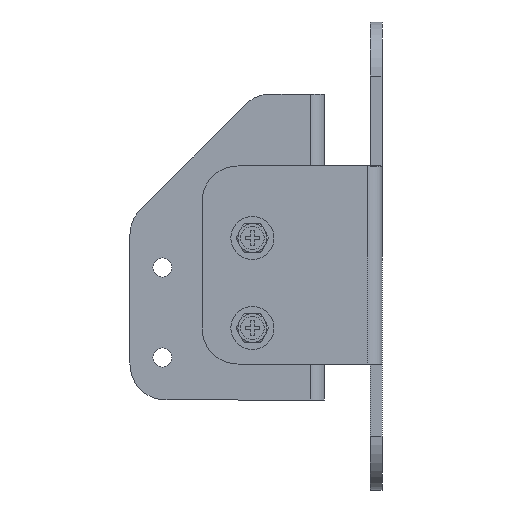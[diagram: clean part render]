
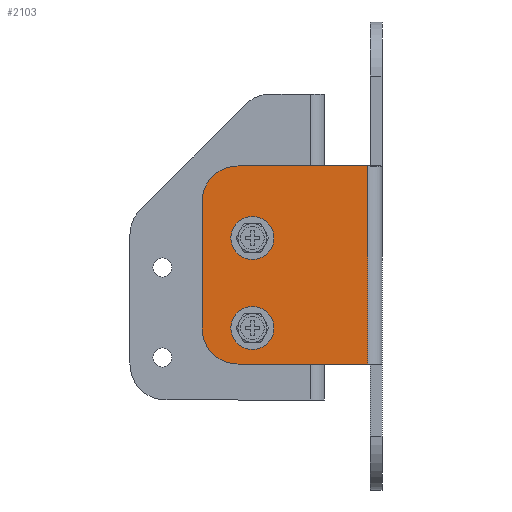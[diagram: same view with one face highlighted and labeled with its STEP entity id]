
A CAD part, left-side view. The second image highlights one B-rep face of the part: STEP entity #2103.
In plain terms, the highlighted planar face has unit normal (-1, 0, 0).
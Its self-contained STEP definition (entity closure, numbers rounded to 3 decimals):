
#61 = CIRCLE ( 'NONE', #2159, 2.65 ) ;
#92 = VECTOR ( 'NONE', #4680, 1000. ) ;
#98 = AXIS2_PLACEMENT_3D ( 'NONE', #3189, #1063, #4750 ) ;
#181 = CARTESIAN_POINT ( 'NONE',  ( -55., 36.8, 25. ) ) ;
#356 = ORIENTED_EDGE ( 'NONE', *, *, #3704, .T. ) ;
#361 = CARTESIAN_POINT ( 'NONE',  ( -55., 32.8, 5. ) ) ;
#397 = DIRECTION ( 'NONE',  ( 0., 1., 0. ) ) ;
#441 = CARTESIAN_POINT ( 'NONE',  ( -55., 35.717, -17.159 ) ) ;
#525 = EDGE_LOOP ( 'NONE', ( #2919, #2357, #2544, #2266, #3590 ) ) ;
#598 = FACE_BOUND ( 'NONE', #525, .T. ) ;
#606 = CARTESIAN_POINT ( 'NONE',  ( -55., 36.8, 15. ) ) ;
#669 = ORIENTED_EDGE ( 'NONE', *, *, #4080, .T. ) ;
#776 = ORIENTED_EDGE ( 'NONE', *, *, #4527, .F. ) ;
#852 = LINE ( 'NONE', #1203, #5045 ) ;
#865 = CARTESIAN_POINT ( 'NONE',  ( -55., 36.8, -20. ) ) ;
#931 = CIRCLE ( 'NONE', #98, 2.65 ) ;
#973 = CARTESIAN_POINT ( 'NONE',  ( -55., 30.15, 5. ) ) ;
#1003 = EDGE_CURVE ( 'NONE', #3571, #5022, #3471, .T. ) ;
#1018 = AXIS2_PLACEMENT_3D ( 'NONE', #5026, #2980, #3387 ) ;
#1026 = CARTESIAN_POINT ( 'NONE',  ( -55., 46.8, 65. ) ) ;
#1027 = DIRECTION ( 'NONE',  ( 0., 1., 0. ) ) ;
#1063 = DIRECTION ( 'NONE',  ( 1., 0., 0. ) ) ;
#1143 = VERTEX_POINT ( 'NONE', #3090 ) ;
#1178 = EDGE_CURVE ( 'NONE', #5022, #4831, #931, .T. ) ;
#1203 = CARTESIAN_POINT ( 'NONE',  ( -55., 46.8, -30. ) ) ;
#1210 = LINE ( 'NONE', #1026, #92 ) ;
#1288 = DIRECTION ( 'NONE',  ( 0., 1., 0. ) ) ;
#1305 = DIRECTION ( 'NONE',  ( 1., 0., 0. ) ) ;
#1346 = EDGE_CURVE ( 'NONE', #4831, #5136, #3140, .T. ) ;
#1364 = CARTESIAN_POINT ( 'NONE',  ( -55., 35.45, 5. ) ) ;
#1584 = DIRECTION ( 'NONE',  ( 0., -1., 0. ) ) ;
#1599 = CARTESIAN_POINT ( 'NONE',  ( -55., 36.409, -22.413 ) ) ;
#1615 = CARTESIAN_POINT ( 'NONE',  ( -55., 29.191, -22.413 ) ) ;
#1675 = AXIS2_PLACEMENT_3D ( 'NONE', #606, #3448, #1027 ) ;
#1677 = ORIENTED_EDGE ( 'NONE', *, *, #5241, .T. ) ;
#1718 = VERTEX_POINT ( 'NONE', #973 ) ;
#1750 = CARTESIAN_POINT ( 'NONE',  ( -55., 46.8, 25. ) ) ;
#1772 = DIRECTION ( 'NONE',  ( 1., 0., 0. ) ) ;
#1955 = VERTEX_POINT ( 'NONE', #3443 ) ;
#2067 = AXIS2_PLACEMENT_3D ( 'NONE', #4203, #1772, #4609 ) ;
#2097 = AXIS2_PLACEMENT_3D ( 'NONE', #4098, #3753, #3798 ) ;
#2103 = ADVANCED_FACE ( 'NONE', ( #598, #4804, #3727 ), #4244, .F. ) ;
#2149 = EDGE_CURVE ( 'NONE', #5136, #1955, #2628, .T. ) ;
#2159 = AXIS2_PLACEMENT_3D ( 'NONE', #3732, #1305, #4137 ) ;
#2170 = VECTOR ( 'NONE', #2575, 1000. ) ;
#2222 = CARTESIAN_POINT ( 'NONE',  ( -55., 0.737, -30. ) ) ;
#2224 = CARTESIAN_POINT ( 'NONE',  ( -55., 38.713, -19.786 ) ) ;
#2266 = ORIENTED_EDGE ( 'NONE', *, *, #2149, .T. ) ;
#2276 = DIRECTION ( 'NONE',  ( 1., 0., 0. ) ) ;
#2280 = EDGE_CURVE ( 'NONE', #1143, #2309, #5131, .T. ) ;
#2295 = CARTESIAN_POINT ( 'NONE',  ( -55., 46.8, 15. ) ) ;
#2309 = VERTEX_POINT ( 'NONE', #2222 ) ;
#2357 = ORIENTED_EDGE ( 'NONE', *, *, #1178, .T. ) ;
#2392 = AXIS2_PLACEMENT_3D ( 'NONE', #361, #2806, #5242 ) ;
#2439 = VERTEX_POINT ( 'NONE', #181 ) ;
#2544 = ORIENTED_EDGE ( 'NONE', *, *, #1346, .T. ) ;
#2575 = DIRECTION ( 'NONE',  ( 0., 1., 0. ) ) ;
#2628 = CIRCLE ( 'NONE', #2097, 22.35 ) ;
#2797 = DIRECTION ( 'NONE',  ( 1., 0., 0. ) ) ;
#2806 = DIRECTION ( 'NONE',  ( 1., 0., 0. ) ) ;
#2882 = VERTEX_POINT ( 'NONE', #2295 ) ;
#2919 = ORIENTED_EDGE ( 'NONE', *, *, #1003, .T. ) ;
#2980 = DIRECTION ( 'NONE',  ( 1., 0., 0. ) ) ;
#3022 = CIRCLE ( 'NONE', #1675, 10. ) ;
#3090 = CARTESIAN_POINT ( 'NONE',  ( -55., 0.737, 25. ) ) ;
#3140 = CIRCLE ( 'NONE', #4981, 2.65 ) ;
#3189 = CARTESIAN_POINT ( 'NONE',  ( -55., 36.063, -19.786 ) ) ;
#3313 = ORIENTED_EDGE ( 'NONE', *, *, #3924, .T. ) ;
#3318 = AXIS2_PLACEMENT_3D ( 'NONE', #865, #3708, #1288 ) ;
#3387 = DIRECTION ( 'NONE',  ( 0., -1., 0. ) ) ;
#3443 = CARTESIAN_POINT ( 'NONE',  ( -55., 29.883, -17.159 ) ) ;
#3448 = DIRECTION ( 'NONE',  ( -1., 0., 0. ) ) ;
#3471 = CIRCLE ( 'NONE', #2392, 27.65 ) ;
#3542 = EDGE_CURVE ( 'NONE', #4164, #2309, #852, .T. ) ;
#3571 = VERTEX_POINT ( 'NONE', #1615 ) ;
#3590 = ORIENTED_EDGE ( 'NONE', *, *, #3908, .T. ) ;
#3624 = CARTESIAN_POINT ( 'NONE',  ( -55., 46.8, -20. ) ) ;
#3636 = CARTESIAN_POINT ( 'NONE',  ( -55., 36.8, -30. ) ) ;
#3683 = CIRCLE ( 'NONE', #3318, 10. ) ;
#3704 = EDGE_CURVE ( 'NONE', #1718, #3938, #61, .T. ) ;
#3708 = DIRECTION ( 'NONE',  ( -1., 0., 0. ) ) ;
#3727 = FACE_OUTER_BOUND ( 'NONE', #4962, .T. ) ;
#3732 = CARTESIAN_POINT ( 'NONE',  ( -55., 32.8, 5. ) ) ;
#3753 = DIRECTION ( 'NONE',  ( -1., 0., 0. ) ) ;
#3783 = EDGE_LOOP ( 'NONE', ( #669, #356 ) ) ;
#3798 = DIRECTION ( 'NONE',  ( 0., 1., 0. ) ) ;
#3895 = CARTESIAN_POINT ( 'NONE',  ( -55., 36.063, -19.786 ) ) ;
#3908 = EDGE_CURVE ( 'NONE', #1955, #3571, #4467, .T. ) ;
#3924 = EDGE_CURVE ( 'NONE', #1143, #2439, #4342, .T. ) ;
#3928 = ORIENTED_EDGE ( 'NONE', *, *, #3542, .T. ) ;
#3938 = VERTEX_POINT ( 'NONE', #1364 ) ;
#4043 = VECTOR ( 'NONE', #4616, 1000. ) ;
#4080 = EDGE_CURVE ( 'NONE', #3938, #1718, #4444, .T. ) ;
#4098 = CARTESIAN_POINT ( 'NONE',  ( -55., 32.8, 5. ) ) ;
#4112 = ORIENTED_EDGE ( 'NONE', *, *, #2280, .F. ) ;
#4136 = VERTEX_POINT ( 'NONE', #3624 ) ;
#4137 = DIRECTION ( 'NONE',  ( 0., 1., 0. ) ) ;
#4164 = VERTEX_POINT ( 'NONE', #3636 ) ;
#4203 = CARTESIAN_POINT ( 'NONE',  ( -55., 29.537, -19.786 ) ) ;
#4244 = PLANE ( 'NONE',  #1018 ) ;
#4260 = EDGE_CURVE ( 'NONE', #4136, #4164, #3683, .T. ) ;
#4342 = LINE ( 'NONE', #1750, #2170 ) ;
#4444 = CIRCLE ( 'NONE', #4523, 2.65 ) ;
#4467 = CIRCLE ( 'NONE', #2067, 2.65 ) ;
#4523 = AXIS2_PLACEMENT_3D ( 'NONE', #4722, #2276, #5132 ) ;
#4527 = EDGE_CURVE ( 'NONE', #4136, #2882, #1210, .T. ) ;
#4609 = DIRECTION ( 'NONE',  ( 0., 1., 0. ) ) ;
#4616 = DIRECTION ( 'NONE',  ( 0., 0., -1. ) ) ;
#4680 = DIRECTION ( 'NONE',  ( 0., 0., 1. ) ) ;
#4722 = CARTESIAN_POINT ( 'NONE',  ( -55., 32.8, 5. ) ) ;
#4750 = DIRECTION ( 'NONE',  ( 0., 1., 0. ) ) ;
#4804 = FACE_BOUND ( 'NONE', #3783, .T. ) ;
#4831 = VERTEX_POINT ( 'NONE', #2224 ) ;
#4962 = EDGE_LOOP ( 'NONE', ( #776, #5286, #3928, #4112, #3313, #1677 ) ) ;
#4981 = AXIS2_PLACEMENT_3D ( 'NONE', #3895, #2797, #397 ) ;
#5022 = VERTEX_POINT ( 'NONE', #1599 ) ;
#5026 = CARTESIAN_POINT ( 'NONE',  ( -55., 0., 0. ) ) ;
#5045 = VECTOR ( 'NONE', #1584, 1000. ) ;
#5131 = LINE ( 'NONE', #5295, #4043 ) ;
#5132 = DIRECTION ( 'NONE',  ( 0., 1., 0. ) ) ;
#5136 = VERTEX_POINT ( 'NONE', #441 ) ;
#5241 = EDGE_CURVE ( 'NONE', #2439, #2882, #3022, .T. ) ;
#5242 = DIRECTION ( 'NONE',  ( 0., 1., 0. ) ) ;
#5286 = ORIENTED_EDGE ( 'NONE', *, *, #4260, .T. ) ;
#5295 = CARTESIAN_POINT ( 'NONE',  ( -55., 0.737, 0. ) ) ;
